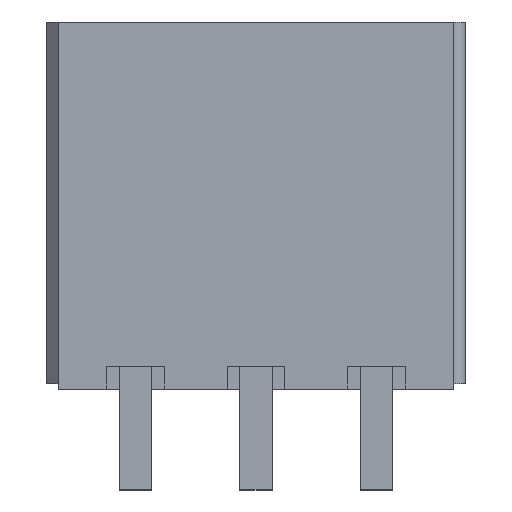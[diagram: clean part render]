
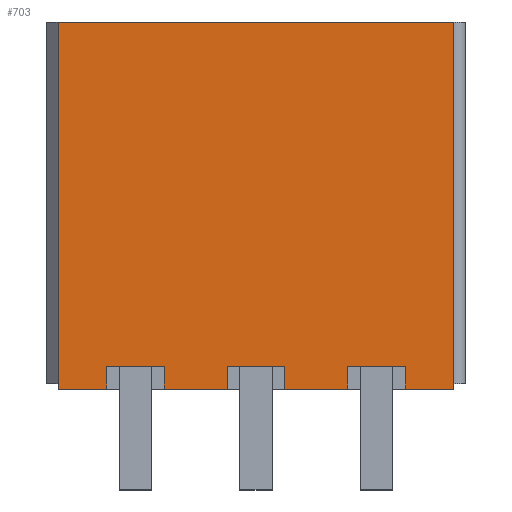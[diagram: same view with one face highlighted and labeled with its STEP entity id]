
A CAD part, top view. The second image highlights one B-rep face of the part: STEP entity #703.
In plain terms, the highlighted planar face has unit normal (0, 0, 1).
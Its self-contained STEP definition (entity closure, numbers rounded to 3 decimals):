
#703=ADVANCED_FACE('',(#1056),#884,.T.);
#884=PLANE('',#4153);
#1056=FACE_OUTER_BOUND('',#1240,.T.);
#1240=EDGE_LOOP('',(#1891,#1892,#1893,#1894,#1895,#1896,#1897,#1898,#1899,
#1900,#1901,#1902,#1903,#1904,#1905,#1906));
#1891=ORIENTED_EDGE('',*,*,#2705,.F.);
#1892=ORIENTED_EDGE('',*,*,#2941,.T.);
#1893=ORIENTED_EDGE('',*,*,#2891,.T.);
#1894=ORIENTED_EDGE('',*,*,#2921,.T.);
#1895=ORIENTED_EDGE('',*,*,#2926,.F.);
#1896=ORIENTED_EDGE('',*,*,#2942,.T.);
#1897=ORIENTED_EDGE('',*,*,#2931,.T.);
#1898=ORIENTED_EDGE('',*,*,#2943,.T.);
#1899=ORIENTED_EDGE('',*,*,#2933,.F.);
#1900=ORIENTED_EDGE('',*,*,#2944,.T.);
#1901=ORIENTED_EDGE('',*,*,#2945,.F.);
#1902=ORIENTED_EDGE('',*,*,#2946,.F.);
#1903=ORIENTED_EDGE('',*,*,#2947,.T.);
#1904=ORIENTED_EDGE('',*,*,#2948,.T.);
#1905=ORIENTED_EDGE('',*,*,#2939,.T.);
#1906=ORIENTED_EDGE('',*,*,#2949,.T.);
#2355=VERTEX_POINT('',#5313);
#2356=VERTEX_POINT('',#5314);
#2481=VERTEX_POINT('',#5697);
#2482=VERTEX_POINT('',#5699);
#2508=VERTEX_POINT('',#5761);
#2509=VERTEX_POINT('',#5770);
#2513=VERTEX_POINT('',#5779);
#2514=VERTEX_POINT('',#5781);
#2515=VERTEX_POINT('',#5785);
#2516=VERTEX_POINT('',#5786);
#2521=VERTEX_POINT('',#5797);
#2522=VERTEX_POINT('',#5799);
#2523=VERTEX_POINT('',#5806);
#2524=VERTEX_POINT('',#5808);
#2525=VERTEX_POINT('',#5810);
#2526=VERTEX_POINT('',#5812);
#2705=EDGE_CURVE('',#2355,#2356,#3186,.T.);
#2891=EDGE_CURVE('',#2482,#2481,#3372,.T.);
#2921=EDGE_CURVE('',#2481,#2508,#3402,.T.);
#2926=EDGE_CURVE('',#2509,#2508,#3407,.T.);
#2931=EDGE_CURVE('',#2514,#2513,#3412,.T.);
#2933=EDGE_CURVE('',#2515,#2516,#3414,.T.);
#2939=EDGE_CURVE('',#2522,#2521,#3420,.T.);
#2941=EDGE_CURVE('',#2355,#2482,#3422,.T.);
#2942=EDGE_CURVE('',#2509,#2514,#3423,.T.);
#2943=EDGE_CURVE('',#2513,#2516,#3424,.T.);
#2944=EDGE_CURVE('',#2515,#2523,#3425,.T.);
#2945=EDGE_CURVE('',#2524,#2523,#3426,.T.);
#2946=EDGE_CURVE('',#2525,#2524,#3427,.T.);
#2947=EDGE_CURVE('',#2525,#2526,#3428,.T.);
#2948=EDGE_CURVE('',#2526,#2522,#3429,.T.);
#2949=EDGE_CURVE('',#2521,#2356,#3430,.T.);
#3186=LINE('',#5312,#3665);
#3372=LINE('',#5698,#3851);
#3402=LINE('',#5762,#3881);
#3407=LINE('',#5769,#3886);
#3412=LINE('',#5780,#3891);
#3414=LINE('',#5784,#3893);
#3420=LINE('',#5798,#3899);
#3422=LINE('',#5802,#3901);
#3423=LINE('',#5803,#3902);
#3424=LINE('',#5804,#3903);
#3425=LINE('',#5805,#3904);
#3426=LINE('',#5807,#3905);
#3427=LINE('',#5809,#3906);
#3428=LINE('',#5811,#3907);
#3429=LINE('',#5813,#3908);
#3430=LINE('',#5814,#3909);
#3665=VECTOR('',#4418,1.);
#3851=VECTOR('',#4750,1.);
#3881=VECTOR('',#4794,1.);
#3886=VECTOR('',#4803,1.);
#3891=VECTOR('',#4810,1.);
#3893=VECTOR('',#4814,1.);
#3899=VECTOR('',#4822,1.);
#3901=VECTOR('',#4826,1.);
#3902=VECTOR('',#4827,1.);
#3903=VECTOR('',#4828,1.);
#3904=VECTOR('',#4829,1.);
#3905=VECTOR('',#4830,1.);
#3906=VECTOR('',#4831,1.);
#3907=VECTOR('',#4832,1.);
#3908=VECTOR('',#4833,1.);
#3909=VECTOR('',#4834,1.);
#4153=AXIS2_PLACEMENT_3D('',#5815,#4835,#4836);
#4418=DIRECTION('',(0.,1.,0.));
#4750=DIRECTION('',(0.,1.,0.));
#4794=DIRECTION('',(1.,0.,0.));
#4803=DIRECTION('',(0.,1.,0.));
#4810=DIRECTION('',(0.,1.,0.));
#4814=DIRECTION('',(0.,1.,0.));
#4822=DIRECTION('',(0.,1.,0.));
#4826=DIRECTION('',(1.,0.,0.));
#4827=DIRECTION('',(1.,0.,0.));
#4828=DIRECTION('',(1.,0.,0.));
#4829=DIRECTION('',(1.,0.,0.));
#4830=DIRECTION('',(0.,-1.,0.));
#4831=DIRECTION('',(1.,0.,0.));
#4832=DIRECTION('',(0.,-1.,0.));
#4833=DIRECTION('',(1.,0.,0.));
#4834=DIRECTION('',(1.,0.,0.));
#4835=DIRECTION('',(0.,0.,1.));
#4836=DIRECTION('',(0.,-1.,0.));
#5312=CARTESIAN_POINT('',(-3.2,0.,4.8));
#5313=CARTESIAN_POINT('',(-3.2,0.,4.8));
#5314=CARTESIAN_POINT('',(-3.2,0.8,4.8));
#5697=CARTESIAN_POINT('',(-1.,0.8,4.8));
#5698=CARTESIAN_POINT('',(-1.,0.,4.8));
#5699=CARTESIAN_POINT('',(-1.,0.,4.8));
#5761=CARTESIAN_POINT('',(1.,0.8,4.8));
#5762=CARTESIAN_POINT('',(-1.,0.8,4.8));
#5769=CARTESIAN_POINT('',(1.,0.,4.8));
#5770=CARTESIAN_POINT('',(1.,0.,4.8));
#5779=CARTESIAN_POINT('',(3.2,0.8,4.8));
#5780=CARTESIAN_POINT('',(3.2,0.,4.8));
#5781=CARTESIAN_POINT('',(3.2,0.,4.8));
#5784=CARTESIAN_POINT('',(5.2,0.,4.8));
#5785=CARTESIAN_POINT('',(5.2,0.,4.8));
#5786=CARTESIAN_POINT('',(5.2,0.8,4.8));
#5797=CARTESIAN_POINT('',(-5.2,0.8,4.8));
#5798=CARTESIAN_POINT('',(-5.2,0.,4.8));
#5799=CARTESIAN_POINT('',(-5.2,0.,4.8));
#5802=CARTESIAN_POINT('',(-3.2,0.,4.8));
#5803=CARTESIAN_POINT('',(1.,0.,4.8));
#5804=CARTESIAN_POINT('',(3.2,0.8,4.8));
#5805=CARTESIAN_POINT('',(5.2,0.,4.8));
#5806=CARTESIAN_POINT('',(6.9,0.,4.8));
#5807=CARTESIAN_POINT('',(6.9,12.8,4.8));
#5808=CARTESIAN_POINT('',(6.9,12.8,4.8));
#5809=CARTESIAN_POINT('',(-6.9,12.8,4.8));
#5810=CARTESIAN_POINT('',(-6.9,12.8,4.8));
#5811=CARTESIAN_POINT('',(-6.9,12.8,4.8));
#5812=CARTESIAN_POINT('',(-6.9,0.,4.8));
#5813=CARTESIAN_POINT('',(-6.9,0.,4.8));
#5814=CARTESIAN_POINT('',(-5.2,0.8,4.8));
#5815=CARTESIAN_POINT('',(-6.9,12.8,4.8));
